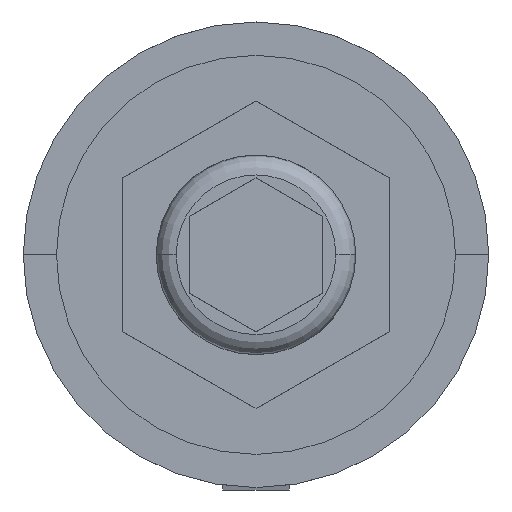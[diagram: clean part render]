
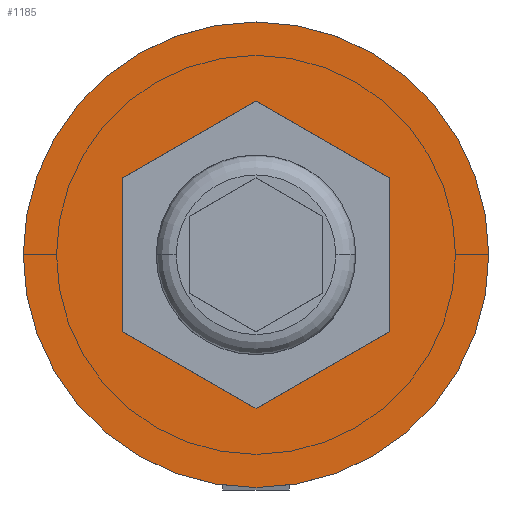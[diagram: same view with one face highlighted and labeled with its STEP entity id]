
A CAD part, top view. The second image highlights one B-rep face of the part: STEP entity #1185.
In plain terms, the highlighted planar face has unit normal (0, 0, 1).
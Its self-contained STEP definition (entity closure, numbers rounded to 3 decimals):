
#10 = EDGE_LOOP ( 'NONE', ( #1600, #2001, #1992, #2120, #1342, #159 ) ) ;
#13 = DIRECTION ( 'NONE',  ( 1., 0., 0. ) ) ;
#23 = VECTOR ( 'NONE', #2271, 1000. ) ;
#88 = LINE ( 'NONE', #1905, #1680 ) ;
#129 = CARTESIAN_POINT ( 'NONE',  ( 2., -1.155, 0. ) ) ;
#137 = CIRCLE ( 'NONE', #1792, 3.5 ) ;
#159 = ORIENTED_EDGE ( 'NONE', *, *, #2020, .F. ) ;
#167 = VERTEX_POINT ( 'NONE', #279 ) ;
#184 = CIRCLE ( 'NONE', #1500, 3.5 ) ;
#221 = LINE ( 'NONE', #773, #704 ) ;
#239 = CARTESIAN_POINT ( 'NONE',  ( 0., -2.309, 0. ) ) ;
#278 = EDGE_CURVE ( 'NONE', #167, #953, #88, .T. ) ;
#279 = CARTESIAN_POINT ( 'NONE',  ( -2., -1.155, 0. ) ) ;
#310 = ORIENTED_EDGE ( 'NONE', *, *, #646, .T. ) ;
#386 = CARTESIAN_POINT ( 'NONE',  ( -2., 1.155, 0. ) ) ;
#432 = VERTEX_POINT ( 'NONE', #549 ) ;
#462 = EDGE_CURVE ( 'NONE', #1026, #432, #221, .T. ) ;
#466 = VERTEX_POINT ( 'NONE', #608 ) ;
#500 = PLANE ( 'NONE',  #707 ) ;
#515 = DIRECTION ( 'NONE',  ( -0.866, -0.5, 0. ) ) ;
#522 = DIRECTION ( 'NONE',  ( 1., 0., 0. ) ) ;
#549 = CARTESIAN_POINT ( 'NONE',  ( 2., 1.155, 0. ) ) ;
#550 = DIRECTION ( 'NONE',  ( 0., 0., 1. ) ) ;
#608 = CARTESIAN_POINT ( 'NONE',  ( 0., 2.309, 0. ) ) ;
#634 = CARTESIAN_POINT ( 'NONE',  ( 3.5, 0., 0. ) ) ;
#646 = EDGE_CURVE ( 'NONE', #1963, #2105, #137, .T. ) ;
#704 = VECTOR ( 'NONE', #976, 1000. ) ;
#707 = AXIS2_PLACEMENT_3D ( 'NONE', #1974, #2318, #522 ) ;
#773 = CARTESIAN_POINT ( 'NONE',  ( 2., -1.155, 0. ) ) ;
#810 = DIRECTION ( 'NONE',  ( 0.866, -0.5, 0. ) ) ;
#880 = VERTEX_POINT ( 'NONE', #386 ) ;
#892 = VECTOR ( 'NONE', #2223, 1000. ) ;
#953 = VERTEX_POINT ( 'NONE', #239 ) ;
#973 = CARTESIAN_POINT ( 'NONE',  ( 2., 1.155, 0. ) ) ;
#976 = DIRECTION ( 'NONE',  ( 0., 1., 0. ) ) ;
#1026 = VERTEX_POINT ( 'NONE', #129 ) ;
#1115 = EDGE_CURVE ( 'NONE', #432, #466, #1557, .T. ) ;
#1185 = ADVANCED_FACE ( 'NONE', ( #2297, #1770 ), #500, .T. ) ;
#1217 = DIRECTION ( 'NONE',  ( 0., 0., 1. ) ) ;
#1342 = ORIENTED_EDGE ( 'NONE', *, *, #1879, .F. ) ;
#1375 = LINE ( 'NONE', #1695, #892 ) ;
#1500 = AXIS2_PLACEMENT_3D ( 'NONE', #1629, #550, #13 ) ;
#1557 = LINE ( 'NONE', #973, #23 ) ;
#1600 = ORIENTED_EDGE ( 'NONE', *, *, #1115, .F. ) ;
#1629 = CARTESIAN_POINT ( 'NONE',  ( 0., 0., 0. ) ) ;
#1665 = ORIENTED_EDGE ( 'NONE', *, *, #2138, .T. ) ;
#1680 = VECTOR ( 'NONE', #810, 1000. ) ;
#1695 = CARTESIAN_POINT ( 'NONE',  ( -2., 1.155, 0. ) ) ;
#1712 = CARTESIAN_POINT ( 'NONE',  ( 0., 0., 0. ) ) ;
#1770 = FACE_OUTER_BOUND ( 'NONE', #2317, .T. ) ;
#1776 = CARTESIAN_POINT ( 'NONE',  ( -3.5, 0., 0. ) ) ;
#1792 = AXIS2_PLACEMENT_3D ( 'NONE', #1712, #1217, #2238 ) ;
#1824 = EDGE_CURVE ( 'NONE', #953, #1026, #2212, .T. ) ;
#1825 = CARTESIAN_POINT ( 'NONE',  ( 0., -2.309, 0. ) ) ;
#1879 = EDGE_CURVE ( 'NONE', #880, #167, #1375, .T. ) ;
#1905 = CARTESIAN_POINT ( 'NONE',  ( -2., -1.155, 0. ) ) ;
#1963 = VERTEX_POINT ( 'NONE', #634 ) ;
#1974 = CARTESIAN_POINT ( 'NONE',  ( 0., 0., 0. ) ) ;
#1992 = ORIENTED_EDGE ( 'NONE', *, *, #1824, .F. ) ;
#2001 = ORIENTED_EDGE ( 'NONE', *, *, #462, .F. ) ;
#2020 = EDGE_CURVE ( 'NONE', #466, #880, #2327, .T. ) ;
#2033 = DIRECTION ( 'NONE',  ( 0.866, 0.5, 0. ) ) ;
#2105 = VERTEX_POINT ( 'NONE', #1776 ) ;
#2120 = ORIENTED_EDGE ( 'NONE', *, *, #278, .F. ) ;
#2128 = CARTESIAN_POINT ( 'NONE',  ( 0., 2.309, 0. ) ) ;
#2138 = EDGE_CURVE ( 'NONE', #2105, #1963, #184, .T. ) ;
#2177 = VECTOR ( 'NONE', #2033, 1000. ) ;
#2212 = LINE ( 'NONE', #1825, #2177 ) ;
#2223 = DIRECTION ( 'NONE',  ( 0., -1., 0. ) ) ;
#2238 = DIRECTION ( 'NONE',  ( 1., 0., 0. ) ) ;
#2271 = DIRECTION ( 'NONE',  ( -0.866, 0.5, 0. ) ) ;
#2287 = VECTOR ( 'NONE', #515, 1000. ) ;
#2297 = FACE_BOUND ( 'NONE', #10, .T. ) ;
#2317 = EDGE_LOOP ( 'NONE', ( #310, #1665 ) ) ;
#2318 = DIRECTION ( 'NONE',  ( 0., 0., 1. ) ) ;
#2327 = LINE ( 'NONE', #2128, #2287 ) ;
